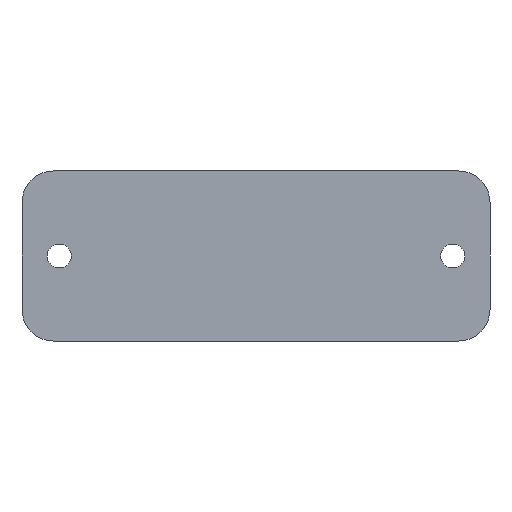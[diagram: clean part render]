
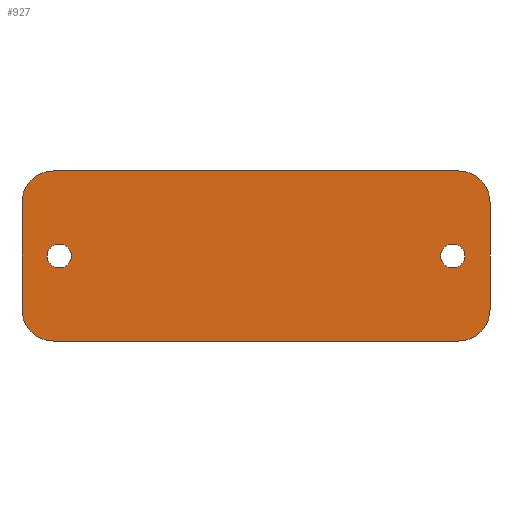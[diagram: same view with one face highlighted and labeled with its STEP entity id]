
A CAD part, front view. The second image highlights one B-rep face of the part: STEP entity #927.
In plain terms, the highlighted planar face has unit normal (0, -1, 0).
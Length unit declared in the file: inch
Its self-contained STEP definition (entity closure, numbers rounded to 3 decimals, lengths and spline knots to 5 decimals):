
#36 = EDGE_CURVE ( 'NONE', #1304, #526, #1671, .T. ) ;
#55 = AXIS2_PLACEMENT_3D ( 'NONE', #4395, #5787, #2952 ) ;
#215 = EDGE_CURVE ( 'NONE', #4828, #442, #636, .T. ) ;
#263 = EDGE_CURVE ( 'NONE', #5288, #917, #1741, .T. ) ;
#266 = ORIENTED_EDGE ( 'NONE', *, *, #510, .F. ) ;
#290 = ORIENTED_EDGE ( 'NONE', *, *, #36, .F. ) ;
#442 = VERTEX_POINT ( 'NONE', #2295 ) ;
#466 = EDGE_CURVE ( 'NONE', #1304, #5154, #6069, .T. ) ;
#485 = EDGE_CURVE ( 'NONE', #5663, #2701, #1651, .T. ) ;
#510 = EDGE_CURVE ( 'NONE', #1856, #1185, #4926, .T. ) ;
#526 = VERTEX_POINT ( 'NONE', #1346 ) ;
#636 = CIRCLE ( 'NONE', #3276, 0.28125 ) ;
#691 = VECTOR ( 'NONE', #2319, 39.37008 ) ;
#750 = CARTESIAN_POINT ( 'NONE',  ( 4.75, 0., -2. ) ) ;
#760 = CARTESIAN_POINT ( 'NONE',  ( -4.75, 0., 1.25 ) ) ;
#806 = CARTESIAN_POINT ( 'NONE',  ( -4.75, 0., -1.25 ) ) ;
#830 = VERTEX_POINT ( 'NONE', #2756 ) ;
#858 = EDGE_LOOP ( 'NONE', ( #3836, #6089 ) ) ;
#900 = EDGE_CURVE ( 'NONE', #830, #917, #2989, .T. ) ;
#917 = VERTEX_POINT ( 'NONE', #5310 ) ;
#923 = CIRCLE ( 'NONE', #2658, 0.28125 ) ;
#927 = ADVANCED_FACE ( 'NONE', ( #1949, #5977, #1719 ), #1527, .T. ) ;
#1047 = AXIS2_PLACEMENT_3D ( 'NONE', #3954, #1106, #1583 ) ;
#1066 = CARTESIAN_POINT ( 'NONE',  ( -4.625, 0., 0. ) ) ;
#1106 = DIRECTION ( 'NONE',  ( 0., -1., 0. ) ) ;
#1173 = CARTESIAN_POINT ( 'NONE',  ( 4.75, 0., 2. ) ) ;
#1185 = VERTEX_POINT ( 'NONE', #1173 ) ;
#1243 = CIRCLE ( 'NONE', #55, 0.28125 ) ;
#1304 = VERTEX_POINT ( 'NONE', #4453 ) ;
#1346 = CARTESIAN_POINT ( 'NONE',  ( -5.5, 0., 1.25 ) ) ;
#1429 = ORIENTED_EDGE ( 'NONE', *, *, #215, .F. ) ;
#1460 = CARTESIAN_POINT ( 'NONE',  ( -5.5, 0., 2. ) ) ;
#1527 = PLANE ( 'NONE',  #1850 ) ;
#1583 = DIRECTION ( 'NONE',  ( 0., 0., -1. ) ) ;
#1651 = CIRCLE ( 'NONE', #5635, 0.28125 ) ;
#1671 = LINE ( 'NONE', #1460, #3302 ) ;
#1680 = CARTESIAN_POINT ( 'NONE',  ( -4.625, 0., 0. ) ) ;
#1719 = FACE_OUTER_BOUND ( 'NONE', #2331, .T. ) ;
#1741 = CIRCLE ( 'NONE', #1047, 0.75 ) ;
#1748 = DIRECTION ( 'NONE',  ( 0., 0., 1. ) ) ;
#1762 = AXIS2_PLACEMENT_3D ( 'NONE', #806, #1776, #2231 ) ;
#1776 = DIRECTION ( 'NONE',  ( 0., -1., 0. ) ) ;
#1833 = EDGE_CURVE ( 'NONE', #1856, #526, #2926, .T. ) ;
#1850 = AXIS2_PLACEMENT_3D ( 'NONE', #4309, #5235, #3910 ) ;
#1856 = VERTEX_POINT ( 'NONE', #2670 ) ;
#1892 = CARTESIAN_POINT ( 'NONE',  ( 4.625, 0., -0.28125 ) ) ;
#1927 = ORIENTED_EDGE ( 'NONE', *, *, #3055, .F. ) ;
#1949 = FACE_BOUND ( 'NONE', #4509, .T. ) ;
#1952 = ORIENTED_EDGE ( 'NONE', *, *, #900, .F. ) ;
#2145 = DIRECTION ( 'NONE',  ( 0., -1., 0. ) ) ;
#2231 = DIRECTION ( 'NONE',  ( 0., 0., -1. ) ) ;
#2295 = CARTESIAN_POINT ( 'NONE',  ( -4.625, 0., -0.28125 ) ) ;
#2319 = DIRECTION ( 'NONE',  ( -1., 0., 0. ) ) ;
#2331 = EDGE_LOOP ( 'NONE', ( #1952, #3145, #266, #5054, #290, #5792, #4876, #4806 ) ) ;
#2343 = DIRECTION ( 'NONE',  ( 0., 0., -1. ) ) ;
#2349 = CARTESIAN_POINT ( 'NONE',  ( 5.5, 0., 2. ) ) ;
#2628 = VECTOR ( 'NONE', #6123, 39.37008 ) ;
#2658 = AXIS2_PLACEMENT_3D ( 'NONE', #1680, #2145, #5472 ) ;
#2670 = CARTESIAN_POINT ( 'NONE',  ( -4.75, 0., 2. ) ) ;
#2701 = VERTEX_POINT ( 'NONE', #3223 ) ;
#2756 = CARTESIAN_POINT ( 'NONE',  ( 5.5, 0., 1.25 ) ) ;
#2854 = CIRCLE ( 'NONE', #5728, 0.75 ) ;
#2912 = VECTOR ( 'NONE', #5673, 39.37008 ) ;
#2926 = CIRCLE ( 'NONE', #3721, 0.75 ) ;
#2952 = DIRECTION ( 'NONE',  ( 0., 0., 1. ) ) ;
#2989 = LINE ( 'NONE', #2349, #2912 ) ;
#3055 = EDGE_CURVE ( 'NONE', #442, #4828, #923, .T. ) ;
#3145 = ORIENTED_EDGE ( 'NONE', *, *, #3767, .T. ) ;
#3223 = CARTESIAN_POINT ( 'NONE',  ( 4.625, 0., 0.28125 ) ) ;
#3276 = AXIS2_PLACEMENT_3D ( 'NONE', #1066, #5903, #5394 ) ;
#3302 = VECTOR ( 'NONE', #3854, 39.37008 ) ;
#3721 = AXIS2_PLACEMENT_3D ( 'NONE', #760, #5020, #5500 ) ;
#3767 = EDGE_CURVE ( 'NONE', #830, #1185, #2854, .T. ) ;
#3836 = ORIENTED_EDGE ( 'NONE', *, *, #5799, .T. ) ;
#3854 = DIRECTION ( 'NONE',  ( 0., 0., 1. ) ) ;
#3896 = LINE ( 'NONE', #4223, #691 ) ;
#3910 = DIRECTION ( 'NONE',  ( 0., 0., -1. ) ) ;
#3954 = CARTESIAN_POINT ( 'NONE',  ( 4.75, 0., -1.25 ) ) ;
#4223 = CARTESIAN_POINT ( 'NONE',  ( -5.5, 0., -2. ) ) ;
#4309 = CARTESIAN_POINT ( 'NONE',  ( 0., 0., 0. ) ) ;
#4395 = CARTESIAN_POINT ( 'NONE',  ( 4.625, 0., 0. ) ) ;
#4453 = CARTESIAN_POINT ( 'NONE',  ( -5.5, 0., -1.25 ) ) ;
#4509 = EDGE_LOOP ( 'NONE', ( #1429, #1927 ) ) ;
#4806 = ORIENTED_EDGE ( 'NONE', *, *, #263, .T. ) ;
#4828 = VERTEX_POINT ( 'NONE', #5056 ) ;
#4876 = ORIENTED_EDGE ( 'NONE', *, *, #4962, .F. ) ;
#4926 = LINE ( 'NONE', #5570, #2628 ) ;
#4962 = EDGE_CURVE ( 'NONE', #5288, #5154, #3896, .T. ) ;
#5020 = DIRECTION ( 'NONE',  ( 0., -1., 0. ) ) ;
#5054 = ORIENTED_EDGE ( 'NONE', *, *, #1833, .T. ) ;
#5056 = CARTESIAN_POINT ( 'NONE',  ( -4.625, 0., 0.28125 ) ) ;
#5110 = CARTESIAN_POINT ( 'NONE',  ( 4.625, 0., 0. ) ) ;
#5154 = VERTEX_POINT ( 'NONE', #5301 ) ;
#5186 = DIRECTION ( 'NONE',  ( 0., -1., 0. ) ) ;
#5203 = CARTESIAN_POINT ( 'NONE',  ( 4.75, 0., 1.25 ) ) ;
#5235 = DIRECTION ( 'NONE',  ( 0., -1., 0. ) ) ;
#5288 = VERTEX_POINT ( 'NONE', #750 ) ;
#5301 = CARTESIAN_POINT ( 'NONE',  ( -4.75, 0., -2. ) ) ;
#5310 = CARTESIAN_POINT ( 'NONE',  ( 5.5, 0., -1.25 ) ) ;
#5394 = DIRECTION ( 'NONE',  ( 0., 0., 1. ) ) ;
#5472 = DIRECTION ( 'NONE',  ( 0., 0., 1. ) ) ;
#5500 = DIRECTION ( 'NONE',  ( 0., 0., -1. ) ) ;
#5570 = CARTESIAN_POINT ( 'NONE',  ( -5.5, 0., 2. ) ) ;
#5592 = DIRECTION ( 'NONE',  ( 0., 1., 0. ) ) ;
#5635 = AXIS2_PLACEMENT_3D ( 'NONE', #5110, #5592, #1748 ) ;
#5663 = VERTEX_POINT ( 'NONE', #1892 ) ;
#5673 = DIRECTION ( 'NONE',  ( 0., 0., -1. ) ) ;
#5728 = AXIS2_PLACEMENT_3D ( 'NONE', #5203, #5186, #2343 ) ;
#5787 = DIRECTION ( 'NONE',  ( 0., 1., 0. ) ) ;
#5792 = ORIENTED_EDGE ( 'NONE', *, *, #466, .T. ) ;
#5799 = EDGE_CURVE ( 'NONE', #2701, #5663, #1243, .T. ) ;
#5903 = DIRECTION ( 'NONE',  ( 0., -1., 0. ) ) ;
#5977 = FACE_BOUND ( 'NONE', #858, .T. ) ;
#6069 = CIRCLE ( 'NONE', #1762, 0.75 ) ;
#6089 = ORIENTED_EDGE ( 'NONE', *, *, #485, .T. ) ;
#6123 = DIRECTION ( 'NONE',  ( 1., 0., 0. ) ) ;
